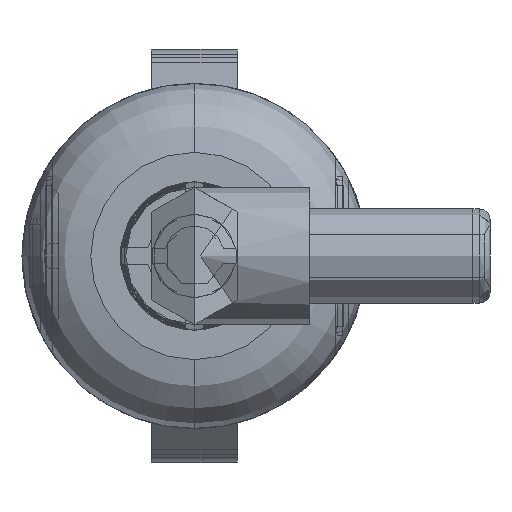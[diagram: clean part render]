
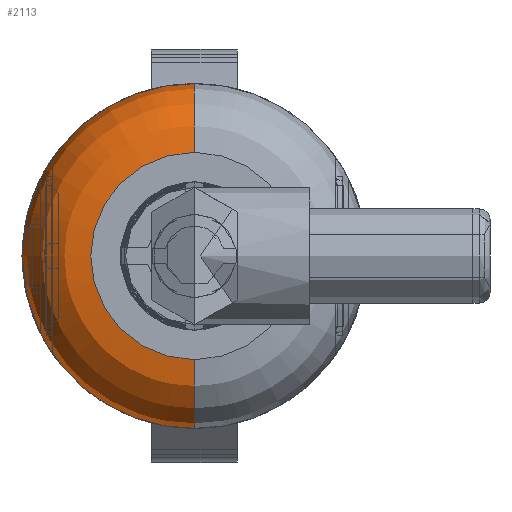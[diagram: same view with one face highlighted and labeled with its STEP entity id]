
A CAD part, left-side view. The second image highlights one B-rep face of the part: STEP entity #2113.
In plain terms, the highlighted toroidal (fillet/blend) face has major radius 6.035 mm and minor radius 4 mm.
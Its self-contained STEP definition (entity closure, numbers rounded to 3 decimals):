
#147 = CIRCLE ( 'NONE', #1642, 10.035 ) ;
#820 = CARTESIAN_POINT ( 'NONE',  ( -27.785, 15.7, 6.035 ) ) ;
#1411 = DIRECTION ( 'NONE',  ( 0., 0., -1. ) ) ;
#1642 = AXIS2_PLACEMENT_3D ( 'NONE', #3964, #11043, #6529 ) ;
#1874 = CIRCLE ( 'NONE', #11148, 4. ) ;
#2113 = ADVANCED_FACE ( 'NONE', ( #10868 ), #3979, .T. ) ;
#2311 = EDGE_CURVE ( 'NONE', #3144, #4472, #1874, .T. ) ;
#2483 = EDGE_CURVE ( 'NONE', #3106, #7366, #8347, .T. ) ;
#2547 = CIRCLE ( 'NONE', #5239, 6.035 ) ;
#2735 = CARTESIAN_POINT ( 'NONE',  ( -27.785, 15.7, 0. ) ) ;
#3030 = DIRECTION ( 'NONE',  ( -1., 0., 0. ) ) ;
#3066 = CARTESIAN_POINT ( 'NONE',  ( -31.785, 15.7, 0. ) ) ;
#3106 = VERTEX_POINT ( 'NONE', #6072 ) ;
#3144 = VERTEX_POINT ( 'NONE', #8834 ) ;
#3598 = CARTESIAN_POINT ( 'NONE',  ( -27.785, 15.7, -6.035 ) ) ;
#3964 = CARTESIAN_POINT ( 'NONE',  ( -27.785, 15.7, 0. ) ) ;
#3979 = TOROIDAL_SURFACE ( 'NONE', #7932, 6.035, 4. ) ;
#4042 = CARTESIAN_POINT ( 'NONE',  ( -31.785, 15.7, 6.035 ) ) ;
#4472 = VERTEX_POINT ( 'NONE', #4042 ) ;
#4484 = DIRECTION ( 'NONE',  ( -1., 0., 0. ) ) ;
#4487 = ORIENTED_EDGE ( 'NONE', *, *, #5868, .F. ) ;
#5239 = AXIS2_PLACEMENT_3D ( 'NONE', #3066, #3030, #11118 ) ;
#5275 = AXIS2_PLACEMENT_3D ( 'NONE', #3598, #9919, #6256 ) ;
#5856 = EDGE_CURVE ( 'NONE', #4472, #7366, #2547, .T. ) ;
#5868 = EDGE_CURVE ( 'NONE', #3106, #3144, #147, .T. ) ;
#6072 = CARTESIAN_POINT ( 'NONE',  ( -27.785, 15.7, -10.035 ) ) ;
#6256 = DIRECTION ( 'NONE',  ( 0., 0., 1. ) ) ;
#6529 = DIRECTION ( 'NONE',  ( 0., 0., 1. ) ) ;
#7079 = DIRECTION ( 'NONE',  ( 0., -1., 0. ) ) ;
#7366 = VERTEX_POINT ( 'NONE', #10416 ) ;
#7932 = AXIS2_PLACEMENT_3D ( 'NONE', #2735, #4484, #10781 ) ;
#8312 = EDGE_LOOP ( 'NONE', ( #4487, #9420, #11470, #9730 ) ) ;
#8347 = CIRCLE ( 'NONE', #5275, 4. ) ;
#8834 = CARTESIAN_POINT ( 'NONE',  ( -27.785, 15.7, 10.035 ) ) ;
#9420 = ORIENTED_EDGE ( 'NONE', *, *, #2483, .T. ) ;
#9730 = ORIENTED_EDGE ( 'NONE', *, *, #2311, .F. ) ;
#9919 = DIRECTION ( 'NONE',  ( 0., 1., 0. ) ) ;
#10416 = CARTESIAN_POINT ( 'NONE',  ( -31.785, 15.7, -6.035 ) ) ;
#10781 = DIRECTION ( 'NONE',  ( 0., 0., 1. ) ) ;
#10868 = FACE_OUTER_BOUND ( 'NONE', #8312, .T. ) ;
#11043 = DIRECTION ( 'NONE',  ( 1., 0., 0. ) ) ;
#11118 = DIRECTION ( 'NONE',  ( 0., 0., 1. ) ) ;
#11148 = AXIS2_PLACEMENT_3D ( 'NONE', #820, #7079, #1411 ) ;
#11470 = ORIENTED_EDGE ( 'NONE', *, *, #5856, .F. ) ;
